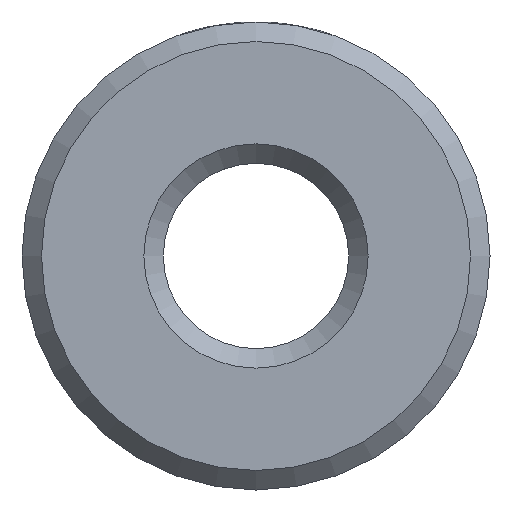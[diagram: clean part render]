
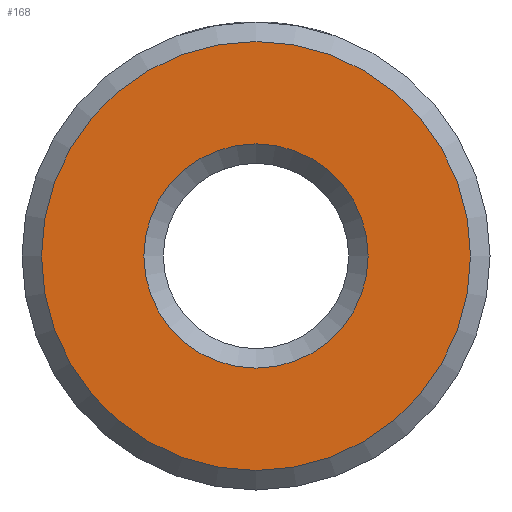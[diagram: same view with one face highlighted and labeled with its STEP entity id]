
A CAD part, front view. The second image highlights one B-rep face of the part: STEP entity #168.
In plain terms, the highlighted planar face has unit normal (0, -1, 0).
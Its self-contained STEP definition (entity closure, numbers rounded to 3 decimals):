
#16=PLANE('',#187);
#32=FACE_BOUND('',#80,.T.);
#41=CIRCLE('',#186,2.875);
#42=CIRCLE('',#188,5.5);
#56=FACE_OUTER_BOUND('',#79,.T.);
#79=EDGE_LOOP('',(#151));
#80=EDGE_LOOP('',(#152));
#107=VERTEX_POINT('',#597);
#108=VERTEX_POINT('',#600);
#123=EDGE_CURVE('',#107,#107,#41,.T.);
#124=EDGE_CURVE('',#108,#108,#42,.T.);
#151=ORIENTED_EDGE('',*,*,#124,.F.);
#152=ORIENTED_EDGE('',*,*,#123,.F.);
#168=ADVANCED_FACE('',(#56,#32),#16,.F.);
#186=AXIS2_PLACEMENT_3D('',#598,#221,#222);
#187=AXIS2_PLACEMENT_3D('',#599,#223,#224);
#188=AXIS2_PLACEMENT_3D('',#601,#225,#226);
#221=DIRECTION('center_axis',(0.,-1.,0.));
#222=DIRECTION('ref_axis',(-1.,0.,0.));
#223=DIRECTION('center_axis',(0.,1.,0.));
#224=DIRECTION('ref_axis',(0.,0.,1.));
#225=DIRECTION('center_axis',(0.,1.,0.));
#226=DIRECTION('ref_axis',(1.,0.,0.));
#597=CARTESIAN_POINT('',(2.875,-25.,0.));
#598=CARTESIAN_POINT('Origin',(0.,-25.,0.));
#599=CARTESIAN_POINT('Origin',(0.,-25.,0.));
#600=CARTESIAN_POINT('',(-5.5,-25.,0.));
#601=CARTESIAN_POINT('Origin',(0.,-25.,0.));
